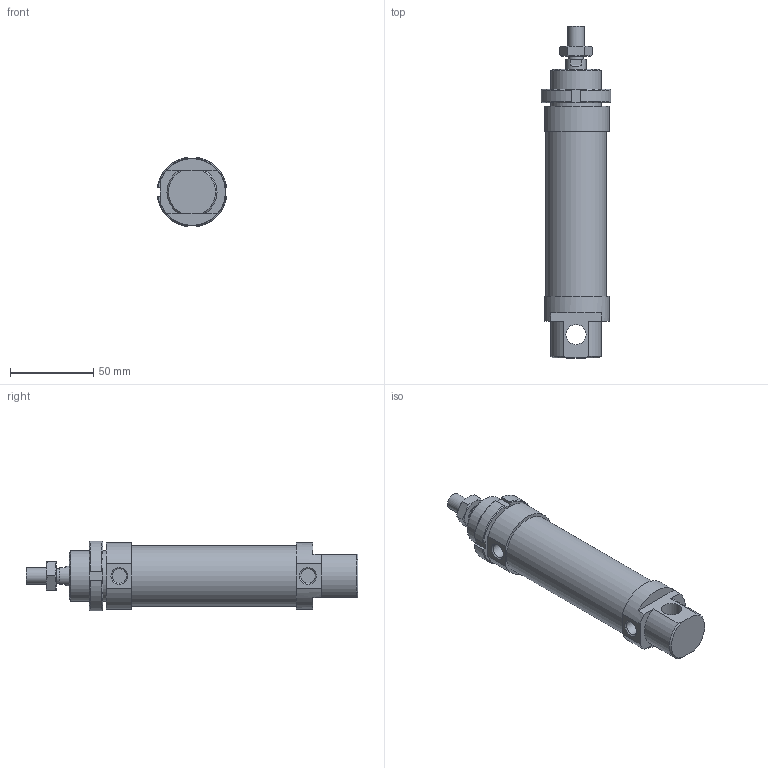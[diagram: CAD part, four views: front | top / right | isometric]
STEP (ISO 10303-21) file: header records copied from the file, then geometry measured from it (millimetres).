
FILE_DESCRIPTION(/* description */ ('Unknown'),/* implementation_level */ '2;1');
FILE_NAME(/* name */ '1260.32.60',/* time_stamp */ '2020-09-11T13:20:55-04:00',/* author */ ('Unknown'),/* organization */ ('Unknown'),/* preprocessor_version */ 'ST-DEVELOPER v16.7',/* originating_system */ 'Solid Edge',/* authorisation */ 'Unknown');
FILE_SCHEMA (('AUTOMOTIVE_DESIGN {1 0 10303 214 3 1 1}'));
Length unit declared in the file: millimetre
Products named in the file (5): 1260.32.60; S1260_32_50; 1200_32_05; 1200_32_06; C1260_32_50
Assembly tree (4 placements, depth 2):
  1260.32.60
    S1260_32_50
    1200_32_05
    1200_32_06
    C1260_32_50
Bounding box: 41.7 x 199 x 41.7 mm (x, y, z)
Volume: 171494.3 mm3; surface area: 35566.2 mm2
Topology: 4 solids, 4 shells, 94 faces, 217 edges, 139 vertices
Faces by surface type: plane 46, cone 29, cylinder 19
Full cylindrical faces by diameter (mm): 8.7 x2, 8.75 x1, 8.8 x1, 10 x1, 12 x3, 28.5 x1, 30 x1, 36 x1
Entity records: 2670 total; most frequent: CARTESIAN_POINT 487, DIRECTION 456, ORIENTED_EDGE 392, EDGE_CURVE 196, AXIS2_PLACEMENT_3D 189, VERTEX_POINT 136, EDGE_LOOP 126, FACE_BOUND 126
